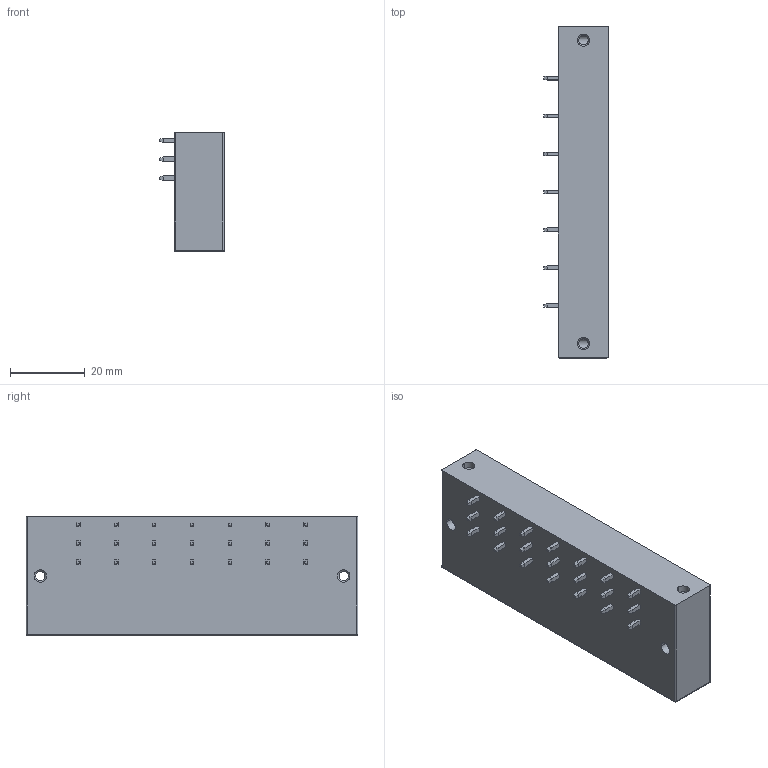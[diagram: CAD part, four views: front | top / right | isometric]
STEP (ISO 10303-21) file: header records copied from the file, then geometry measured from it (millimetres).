
FILE_DESCRIPTION((''),'2;1');
FILE_NAME('TLPHW-800RL-XXP-X','2024-09-10T14:54:04',('yanfa'),(''),'CREO PARAMETRIC BY PTC INC, 2018100','CREO PARAMETRIC BY PTC INC, 2018100','');
FILE_SCHEMA(('AUTOMOTIVE_DESIGN { 1 0 10303 214 1 1 1 1 }'));
Length unit declared in the file: millimetre
Products named in the file (1): TLPHW-800RL-XXP-X
Bounding box: 17.4 x 88.88 x 32 mm (x, y, z)
Volume: 31557.5 mm3; surface area: 13442.6 mm2
Topology: 1 solids, 1 shells, 433 faces, 1068 edges, 674 vertices
Faces by surface type: plane 298, cylinder 105, cone 19, bspline 7, sphere 4
Entity records: 13024 total; most frequent: CARTESIAN_POINT 2686, ORIENTED_EDGE 2136, DIRECTION 2047, EDGE_CURVE 1068, VECTOR 806, LINE 806, VERTEX_POINT 674, AXIS2_PLACEMENT_3D 619
